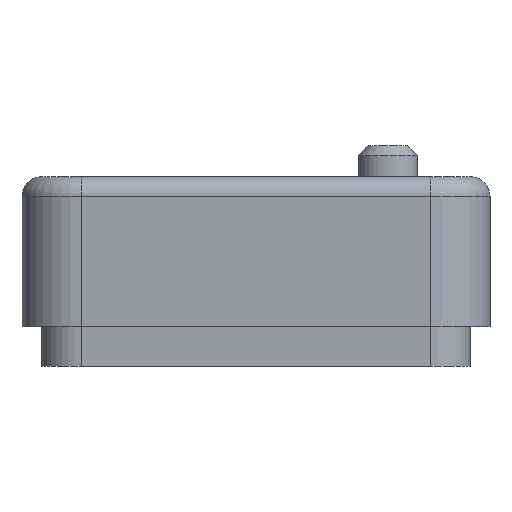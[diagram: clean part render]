
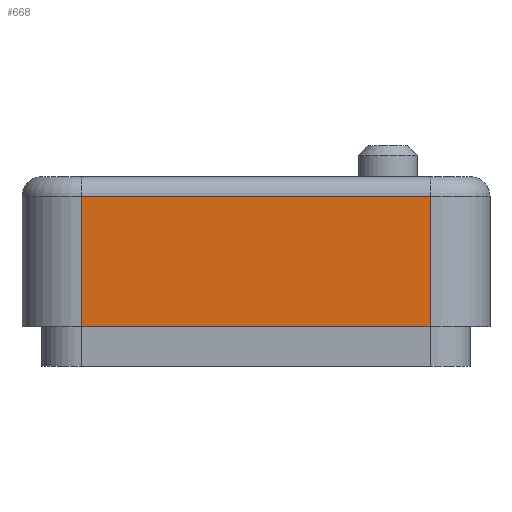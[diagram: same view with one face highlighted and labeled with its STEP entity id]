
A CAD part, left-side view. The second image highlights one B-rep face of the part: STEP entity #668.
In plain terms, the highlighted planar face has unit normal (-1, 0, 0).
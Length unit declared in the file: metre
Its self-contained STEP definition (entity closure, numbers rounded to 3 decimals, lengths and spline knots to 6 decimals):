
#668 = ADVANCED_FACE( '', ( #1465 ), #1466, .F. );
#1465 = FACE_OUTER_BOUND( '', #2422, .T. );
#1466 = PLANE( '', #2423 );
#2422 = EDGE_LOOP( '', ( #4545, #4546, #4547, #4548 ) );
#2423 = AXIS2_PLACEMENT_3D( '', #4549, #4550, #4551 );
#4545 = ORIENTED_EDGE( '', *, *, #6303, .T. );
#4546 = ORIENTED_EDGE( '', *, *, #5608, .T. );
#4547 = ORIENTED_EDGE( '', *, *, #6322, .F. );
#4548 = ORIENTED_EDGE( '', *, *, #5677, .F. );
#4549 = CARTESIAN_POINT( '', ( -0.0023, 0.009525, -0.257743 ) );
#4550 = DIRECTION( '', ( 1., 0., 0. ) );
#4551 = DIRECTION( '', ( 0., 0., -1. ) );
#5608 = EDGE_CURVE( '', #6732, #6737, #6739, .T. );
#5677 = EDGE_CURVE( '', #6859, #6861, #6862, .T. );
#6303 = EDGE_CURVE( '', #6859, #6732, #7814, .T. );
#6322 = EDGE_CURVE( '', #6861, #6737, #7837, .T. );
#6732 = VERTEX_POINT( '', #8377 );
#6737 = VERTEX_POINT( '', #8383 );
#6739 = LINE( '', #8385, #8386 );
#6859 = VERTEX_POINT( '', #8561 );
#6861 = VERTEX_POINT( '', #8563 );
#6862 = LINE( '', #8564, #8565 );
#7814 = LINE( '', #10061, #10062 );
#7837 = LINE( '', #10102, #10103 );
#8377 = CARTESIAN_POINT( '', ( -0.0023, 0.0007, 0.006075 ) );
#8383 = CARTESIAN_POINT( '', ( -0.0023, 0.01835, 0.006075 ) );
#8385 = CARTESIAN_POINT( '', ( -0.0023, 0.01835, 0.006075 ) );
#8386 = VECTOR( '', #10473, 1. );
#8561 = CARTESIAN_POINT( '', ( -0.0023, 0.0007, -0.0005 ) );
#8563 = CARTESIAN_POINT( '', ( -0.0023, 0.01835, -0.0005 ) );
#8564 = CARTESIAN_POINT( '', ( -0.0023, 0.009525, -0.0005 ) );
#8565 = VECTOR( '', #10542, 1. );
#10061 = CARTESIAN_POINT( '', ( -0.0023, 0.0007, -0.257743 ) );
#10062 = VECTOR( '', #11051, 1. );
#10102 = CARTESIAN_POINT( '', ( -0.0023, 0.01835, -0.257743 ) );
#10103 = VECTOR( '', #11057, 1. );
#10473 = DIRECTION( '', ( 0., 1., 0. ) );
#10542 = DIRECTION( '', ( 0., 1., 0. ) );
#11051 = DIRECTION( '', ( 0., 0., 1. ) );
#11057 = DIRECTION( '', ( 0., 0., 1. ) );
